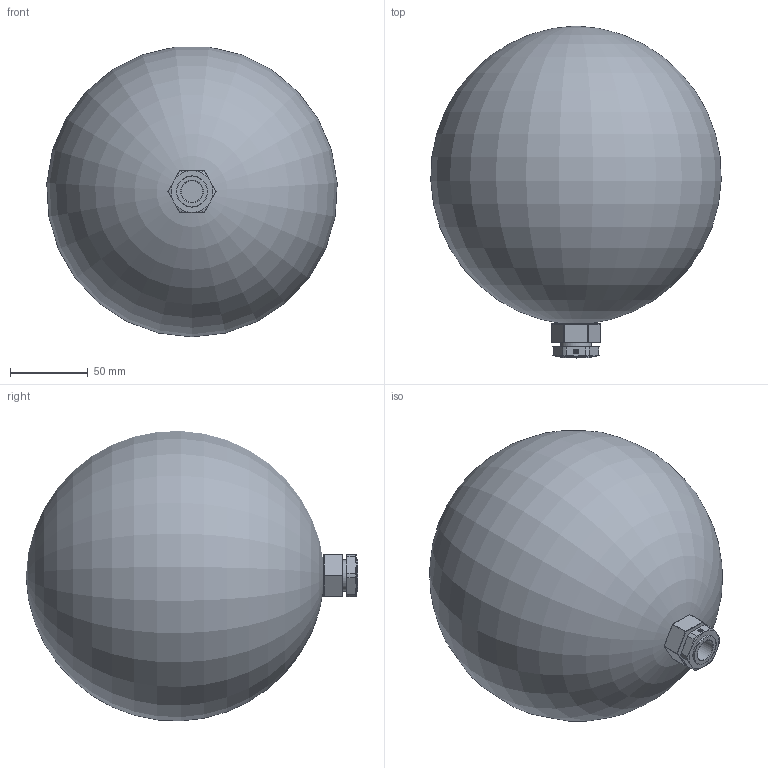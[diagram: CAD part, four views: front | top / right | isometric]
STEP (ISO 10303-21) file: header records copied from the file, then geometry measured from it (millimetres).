
FILE_DESCRIPTION(/* description */ ('Alibre Inc.'),/* implementation_level */ '2;1');
FILE_NAME(/* name */ 'export-02506A81-CFB7-43CB-8B55-0845525CAA7F',/* time_stamp */ '2024-08-28T18:08:04+02:00',/* author */ (''),/* organization */ (''),/* preprocessor_version */ 'ST-DEVELOPER v17',/* originating_system */ 'Alibre',/* authorisation */ '');
FILE_SCHEMA (('AUTOMOTIVE_DESIGN'));
Length unit declared in the file: millimetre
Products named in the file (3): _SKINTOP GMP-GL-M 20x1,5      Art. Nr. 53119023
Bounding box: 186.7 x 213.44 x 186.39 mm (x, y, z)
Volume: 3499895.9 mm3; surface area: 116416.7 mm2
Topology: 2 solids, 2 shells, 103 faces, 247 edges, 144 vertices
Faces by surface type: cylinder 43, plane 34, sphere 12, cone 8, torus 6
Full cylindrical faces by diameter (mm): 14.3 x1, 18.17 x1, 20 x1
Entity records: 2824 total; most frequent: CARTESIAN_POINT 493, DIRECTION 473, ORIENTED_EDGE 458, EDGE_CURVE 229, AXIS2_PLACEMENT_3D 199, VERTEX_POINT 143, FACE_BOUND 118, EDGE_LOOP 117
